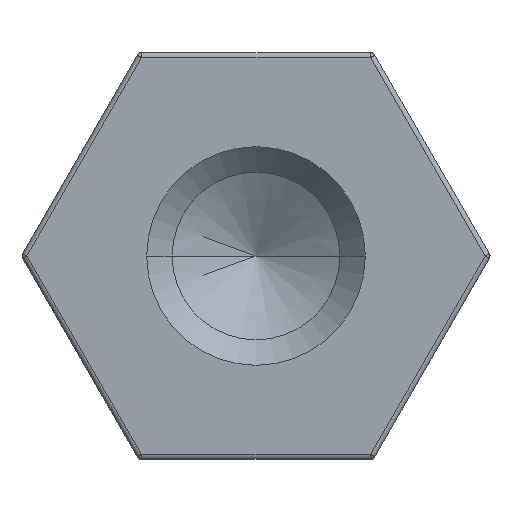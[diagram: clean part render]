
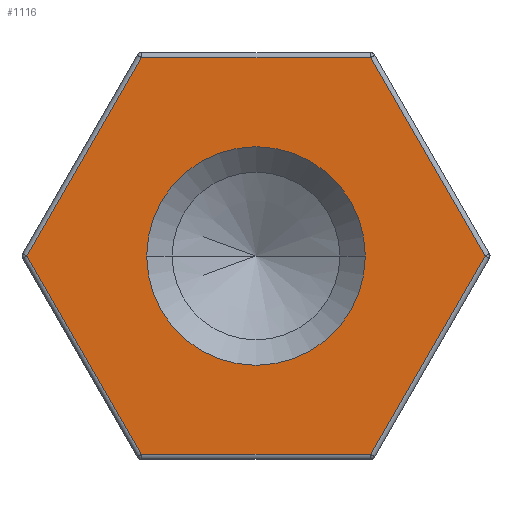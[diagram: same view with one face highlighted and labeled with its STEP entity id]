
A CAD part, left-side view. The second image highlights one B-rep face of the part: STEP entity #1116.
In plain terms, the highlighted planar face has unit normal (-1, 0, 0).
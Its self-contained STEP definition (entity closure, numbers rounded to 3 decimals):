
#8 = CARTESIAN_POINT ( 'NONE',  ( 0., -2.252, -3.9 ) ) ;
#9 = EDGE_CURVE ( 'NONE', #937, #1148, #453, .T. ) ;
#23 = DIRECTION ( 'NONE',  ( 0., 1., 0. ) ) ;
#25 = DIRECTION ( 'NONE',  ( 1., 0., 0. ) ) ;
#34 = CARTESIAN_POINT ( 'NONE',  ( 0., 0., 0. ) ) ;
#68 = EDGE_CURVE ( 'NONE', #752, #607, #329, .T. ) ;
#69 = EDGE_CURVE ( 'NONE', #544, #752, #326, .T. ) ;
#70 = EDGE_CURVE ( 'NONE', #607, #471, #318, .T. ) ;
#75 = EDGE_CURVE ( 'NONE', #1150, #544, #315, .T. ) ;
#79 = EDGE_CURVE ( 'NONE', #1148, #937, #324, .T. ) ;
#128 = LINE ( 'NONE', #1216, #240 ) ;
#136 = EDGE_CURVE ( 'NONE', #471, #827, #142, .T. ) ;
#137 = EDGE_CURVE ( 'NONE', #827, #1150, #128, .T. ) ;
#142 = LINE ( 'NONE', #1129, #1183 ) ;
#222 = AXIS2_PLACEMENT_3D ( 'NONE', #1181, #1283, #1198 ) ;
#240 = VECTOR ( 'NONE', #1195, 1000. ) ;
#297 = DIRECTION ( 'NONE',  ( 0., -0.5, -0.866 ) ) ;
#310 = VECTOR ( 'NONE', #831, 1000. ) ;
#313 = VECTOR ( 'NONE', #297, 1000. ) ;
#315 = LINE ( 'NONE', #316, #310 ) ;
#316 = CARTESIAN_POINT ( 'NONE',  ( 0., -3.377, 1.95 ) ) ;
#317 = VECTOR ( 'NONE', #730, 1000. ) ;
#318 = LINE ( 'NONE', #363, #313 ) ;
#323 = VECTOR ( 'NONE', #844, 1000. ) ;
#324 = CIRCLE ( 'NONE', #464, 2.15 ) ;
#326 = LINE ( 'NONE', #1063, #317 ) ;
#329 = LINE ( 'NONE', #592, #323 ) ;
#336 = FACE_BOUND ( 'NONE', #918, .T. ) ;
#347 = CARTESIAN_POINT ( 'NONE',  ( 0., 2.252, -3.9 ) ) ;
#351 = CARTESIAN_POINT ( 'NONE',  ( 0., 4.503, 0. ) ) ;
#363 = CARTESIAN_POINT ( 'NONE',  ( 0., 3.377, -1.95 ) ) ;
#453 = CIRCLE ( 'NONE', #1330, 2.15 ) ;
#464 = AXIS2_PLACEMENT_3D ( 'NONE', #985, #983, #922 ) ;
#471 = VERTEX_POINT ( 'NONE', #347 ) ;
#544 = VERTEX_POINT ( 'NONE', #1316 ) ;
#588 = ORIENTED_EDGE ( 'NONE', *, *, #69, .T. ) ;
#592 = CARTESIAN_POINT ( 'NONE',  ( 0., 3.377, 1.95 ) ) ;
#607 = VERTEX_POINT ( 'NONE', #351 ) ;
#730 = DIRECTION ( 'NONE',  ( 0., 1., 0. ) ) ;
#743 = CARTESIAN_POINT ( 'NONE',  ( 0., -2.15, 0. ) ) ;
#752 = VERTEX_POINT ( 'NONE', #1321 ) ;
#817 = EDGE_LOOP ( 'NONE', ( #999, #588, #1071, #1428, #1096, #1111 ) ) ;
#827 = VERTEX_POINT ( 'NONE', #8 ) ;
#831 = DIRECTION ( 'NONE',  ( 0., 0.5, 0.866 ) ) ;
#844 = DIRECTION ( 'NONE',  ( 0., 0.5, -0.866 ) ) ;
#881 = CARTESIAN_POINT ( 'NONE',  ( 0., -4.503, 0. ) ) ;
#918 = EDGE_LOOP ( 'NONE', ( #1122, #1135 ) ) ;
#922 = DIRECTION ( 'NONE',  ( 0., 1., 0. ) ) ;
#937 = VERTEX_POINT ( 'NONE', #743 ) ;
#983 = DIRECTION ( 'NONE',  ( 1., 0., 0. ) ) ;
#984 = FACE_OUTER_BOUND ( 'NONE', #817, .T. ) ;
#985 = CARTESIAN_POINT ( 'NONE',  ( 0., 0., 0. ) ) ;
#999 = ORIENTED_EDGE ( 'NONE', *, *, #75, .T. ) ;
#1063 = CARTESIAN_POINT ( 'NONE',  ( 0., 0., 3.9 ) ) ;
#1071 = ORIENTED_EDGE ( 'NONE', *, *, #68, .T. ) ;
#1095 = DIRECTION ( 'NONE',  ( 0., -1., 0. ) ) ;
#1096 = ORIENTED_EDGE ( 'NONE', *, *, #136, .T. ) ;
#1111 = ORIENTED_EDGE ( 'NONE', *, *, #137, .T. ) ;
#1116 = ADVANCED_FACE ( 'NONE', ( #984, #336 ), #1176, .F. ) ;
#1122 = ORIENTED_EDGE ( 'NONE', *, *, #79, .T. ) ;
#1129 = CARTESIAN_POINT ( 'NONE',  ( 0., 0., -3.9 ) ) ;
#1135 = ORIENTED_EDGE ( 'NONE', *, *, #9, .T. ) ;
#1148 = VERTEX_POINT ( 'NONE', #1342 ) ;
#1150 = VERTEX_POINT ( 'NONE', #881 ) ;
#1176 = PLANE ( 'NONE',  #222 ) ;
#1181 = CARTESIAN_POINT ( 'NONE',  ( 0., 0., 0. ) ) ;
#1183 = VECTOR ( 'NONE', #1095, 1000. ) ;
#1195 = DIRECTION ( 'NONE',  ( 0., -0.5, 0.866 ) ) ;
#1198 = DIRECTION ( 'NONE',  ( 0., 1., 0. ) ) ;
#1216 = CARTESIAN_POINT ( 'NONE',  ( 0., -3.377, -1.95 ) ) ;
#1283 = DIRECTION ( 'NONE',  ( 1., 0., 0. ) ) ;
#1316 = CARTESIAN_POINT ( 'NONE',  ( 0., -2.252, 3.9 ) ) ;
#1321 = CARTESIAN_POINT ( 'NONE',  ( 0., 2.252, 3.9 ) ) ;
#1330 = AXIS2_PLACEMENT_3D ( 'NONE', #34, #25, #23 ) ;
#1342 = CARTESIAN_POINT ( 'NONE',  ( 0., 2.15, 0. ) ) ;
#1428 = ORIENTED_EDGE ( 'NONE', *, *, #70, .T. ) ;
